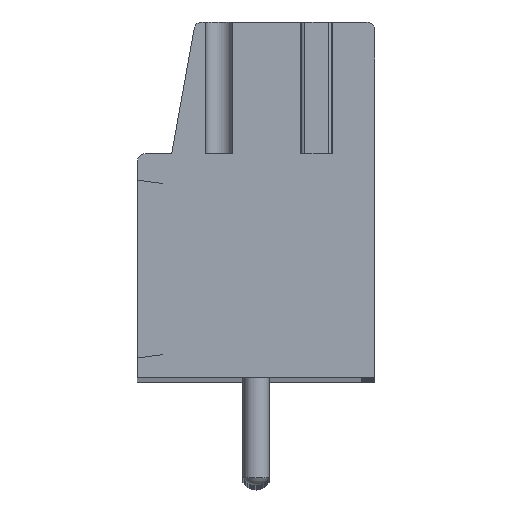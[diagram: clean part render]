
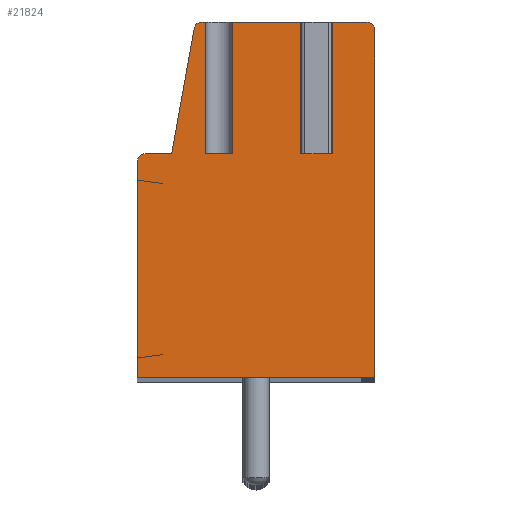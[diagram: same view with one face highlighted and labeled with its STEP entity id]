
A CAD part, top view. The second image highlights one B-rep face of the part: STEP entity #21824.
In plain terms, the highlighted planar face has unit normal (0, 0, 1).
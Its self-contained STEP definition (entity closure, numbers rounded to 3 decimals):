
#52=DIRECTION('',(1.,0.,0.));
#53=VECTOR('',#52,1.);
#54=CARTESIAN_POINT('',(-1.9,3.36,92.5));
#55=LINE('',#54,#53);
#56=DIRECTION('',(0.,1.,0.));
#57=VECTOR('',#56,5.);
#58=CARTESIAN_POINT('',(-0.9,3.36,92.5));
#59=LINE('',#58,#57);
#60=DIRECTION('',(-1.,0.,0.));
#61=VECTOR('',#60,2.8);
#62=CARTESIAN_POINT('',(1.9,8.36,92.5));
#63=LINE('',#62,#61);
#64=DIRECTION('',(0.,1.,0.));
#65=VECTOR('',#64,5.);
#66=CARTESIAN_POINT('',(1.9,3.36,92.5));
#67=LINE('',#66,#65);
#68=DIRECTION('',(1.,0.,0.));
#69=VECTOR('',#68,0.8);
#70=CARTESIAN_POINT('',(1.9,3.36,92.5));
#71=LINE('',#70,#69);
#72=DIRECTION('',(0.,1.,0.));
#73=VECTOR('',#72,5.);
#74=CARTESIAN_POINT('',(2.7,3.36,92.5));
#75=LINE('',#74,#73);
#76=DIRECTION('',(-1.,0.,0.));
#77=VECTOR('',#76,1.5);
#78=CARTESIAN_POINT('',(4.2,8.36,92.5));
#79=LINE('',#78,#77);
#80=CARTESIAN_POINT('',(4.2,8.06,92.5));
#81=DIRECTION('',(0.,0.,1.));
#82=DIRECTION('',(1.,0.,0.));
#83=AXIS2_PLACEMENT_3D('',#80,#81,#82);
#85=DIRECTION('',(0.,1.,0.));
#86=VECTOR('',#85,13.2);
#87=CARTESIAN_POINT('',(4.5,-5.14,92.5));
#88=LINE('',#87,#86);
#89=DIRECTION('',(1.,0.,0.));
#90=VECTOR('',#89,9.);
#91=CARTESIAN_POINT('',(-4.5,-5.14,92.5));
#92=LINE('',#91,#90);
#93=DIRECTION('',(0.,-1.,0.));
#94=VECTOR('',#93,8.2);
#95=CARTESIAN_POINT('',(-4.5,3.06,92.5));
#96=LINE('',#95,#94);
#97=CARTESIAN_POINT('',(-4.2,3.06,92.5));
#98=DIRECTION('',(0.,0.,1.));
#99=DIRECTION('',(0.,1.,0.));
#100=AXIS2_PLACEMENT_3D('',#97,#98,#99);
#102=DIRECTION('',(-1.,0.,0.));
#103=VECTOR('',#102,1.);
#104=CARTESIAN_POINT('',(-3.2,3.36,92.5));
#105=LINE('',#104,#103);
#106=DIRECTION('',(-0.177,-0.984,0.));
#107=VECTOR('',#106,4.829);
#108=CARTESIAN_POINT('',(-2.345,8.113,92.5));
#109=LINE('',#108,#107);
#110=CARTESIAN_POINT('',(-2.05,8.06,92.5));
#111=DIRECTION('',(0.,0.,1.));
#112=DIRECTION('',(0.,1.,0.));
#113=AXIS2_PLACEMENT_3D('',#110,#111,#112);
#115=DIRECTION('',(-1.,0.,0.));
#116=VECTOR('',#115,0.15);
#117=CARTESIAN_POINT('',(-1.9,8.36,92.5));
#118=LINE('',#117,#116);
#119=DIRECTION('',(0.,1.,0.));
#120=VECTOR('',#119,5.);
#121=CARTESIAN_POINT('',(-1.9,3.36,92.5));
#122=LINE('',#121,#120);
#16928=CARTESIAN_POINT('',(4.5,-5.14,92.5));
#16929=CARTESIAN_POINT('',(4.5,8.06,92.5));
#16930=VERTEX_POINT('',#16928);
#16931=VERTEX_POINT('',#16929);
#16932=CARTESIAN_POINT('',(4.2,8.36,92.5));
#16933=VERTEX_POINT('',#16932);
#16934=CARTESIAN_POINT('',(-2.05,8.36,92.5));
#16935=CARTESIAN_POINT('',(-2.345,8.113,92.5));
#16936=VERTEX_POINT('',#16934);
#16937=VERTEX_POINT('',#16935);
#16938=CARTESIAN_POINT('',(-3.2,3.36,92.5));
#16939=VERTEX_POINT('',#16938);
#16940=CARTESIAN_POINT('',(-4.2,3.36,92.5));
#16941=VERTEX_POINT('',#16940);
#16942=CARTESIAN_POINT('',(-4.5,3.06,92.5));
#16943=VERTEX_POINT('',#16942);
#16944=CARTESIAN_POINT('',(-4.5,-5.14,92.5));
#16945=VERTEX_POINT('',#16944);
#17243=CARTESIAN_POINT('',(1.9,3.36,92.5));
#17244=CARTESIAN_POINT('',(2.7,3.36,92.5));
#17245=VERTEX_POINT('',#17243);
#17246=VERTEX_POINT('',#17244);
#17247=CARTESIAN_POINT('',(2.7,8.36,92.5));
#17248=VERTEX_POINT('',#17247);
#17249=CARTESIAN_POINT('',(1.9,8.36,92.5));
#17250=VERTEX_POINT('',#17249);
#17271=CARTESIAN_POINT('',(-1.9,3.36,92.5));
#17272=CARTESIAN_POINT('',(-0.9,3.36,92.5));
#17273=VERTEX_POINT('',#17271);
#17274=VERTEX_POINT('',#17272);
#17275=CARTESIAN_POINT('',(-0.9,8.36,92.5));
#17276=VERTEX_POINT('',#17275);
#17277=CARTESIAN_POINT('',(-1.9,8.36,92.5));
#17278=VERTEX_POINT('',#17277);
#21783=CARTESIAN_POINT('',(0.,0.,92.5));
#21784=DIRECTION('',(0.,0.,1.));
#21785=DIRECTION('',(1.,0.,0.));
#21786=AXIS2_PLACEMENT_3D('',#21783,#21784,#21785);
#21787=PLANE('',#21786);
#21789=ORIENTED_EDGE('',*,*,#21788,.T.);
#21791=ORIENTED_EDGE('',*,*,#21790,.T.);
#21793=ORIENTED_EDGE('',*,*,#21792,.F.);
#21795=ORIENTED_EDGE('',*,*,#21794,.F.);
#21797=ORIENTED_EDGE('',*,*,#21796,.T.);
#21799=ORIENTED_EDGE('',*,*,#21798,.T.);
#21801=ORIENTED_EDGE('',*,*,#21800,.F.);
#21803=ORIENTED_EDGE('',*,*,#21802,.F.);
#21805=ORIENTED_EDGE('',*,*,#21804,.F.);
#21807=ORIENTED_EDGE('',*,*,#21806,.F.);
#21809=ORIENTED_EDGE('',*,*,#21808,.F.);
#21811=ORIENTED_EDGE('',*,*,#21810,.F.);
#21813=ORIENTED_EDGE('',*,*,#21812,.F.);
#21815=ORIENTED_EDGE('',*,*,#21814,.F.);
#21817=ORIENTED_EDGE('',*,*,#21816,.F.);
#21819=ORIENTED_EDGE('',*,*,#21818,.F.);
#21821=ORIENTED_EDGE('',*,*,#21820,.F.);
#21822=EDGE_LOOP('',(#21789,#21791,#21793,#21795,#21797,#21799,#21801,#21803,
#21805,#21807,#21809,#21811,#21813,#21815,#21817,#21819,#21821));
#21823=FACE_OUTER_BOUND('',#21822,.F.);
#84=CIRCLE('',#83,0.3);
#101=CIRCLE('',#100,0.3);
#114=CIRCLE('',#113,0.3);
#21788=EDGE_CURVE('',#17273,#17274,#55,.T.);
#21790=EDGE_CURVE('',#17274,#17276,#59,.T.);
#21792=EDGE_CURVE('',#17250,#17276,#63,.T.);
#21794=EDGE_CURVE('',#17245,#17250,#67,.T.);
#21796=EDGE_CURVE('',#17245,#17246,#71,.T.);
#21798=EDGE_CURVE('',#17246,#17248,#75,.T.);
#21800=EDGE_CURVE('',#16933,#17248,#79,.T.);
#21802=EDGE_CURVE('',#16931,#16933,#84,.T.);
#21804=EDGE_CURVE('',#16930,#16931,#88,.T.);
#21806=EDGE_CURVE('',#16945,#16930,#92,.T.);
#21808=EDGE_CURVE('',#16943,#16945,#96,.T.);
#21810=EDGE_CURVE('',#16941,#16943,#101,.T.);
#21812=EDGE_CURVE('',#16939,#16941,#105,.T.);
#21814=EDGE_CURVE('',#16937,#16939,#109,.T.);
#21816=EDGE_CURVE('',#16936,#16937,#114,.T.);
#21818=EDGE_CURVE('',#17278,#16936,#118,.T.);
#21820=EDGE_CURVE('',#17273,#17278,#122,.T.);
#21824=ADVANCED_FACE('',(#21823),#21787,.T.);
